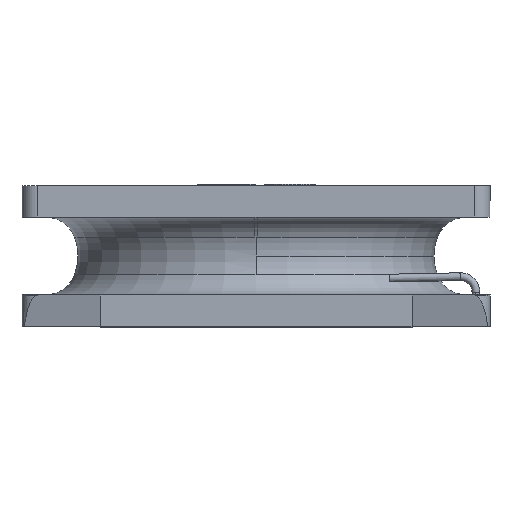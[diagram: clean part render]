
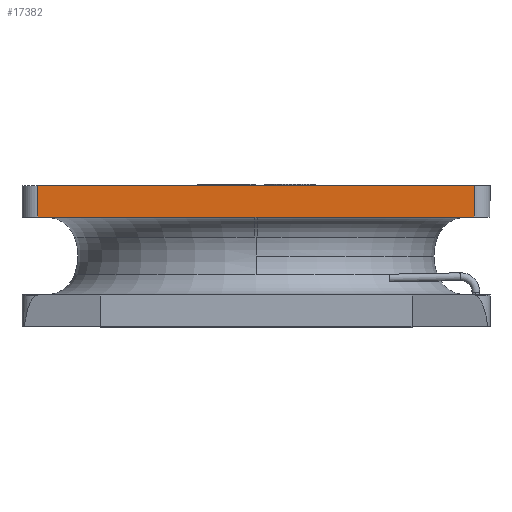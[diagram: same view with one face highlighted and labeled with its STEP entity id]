
A CAD part, left-side view. The second image highlights one B-rep face of the part: STEP entity #17382.
In plain terms, the highlighted planar face has unit normal (-1, 0, 0).
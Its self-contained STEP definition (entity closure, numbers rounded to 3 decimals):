
#135 = DIRECTION ( 'NONE',  ( 1., 0., 0. ) ) ;
#580 = VERTEX_POINT ( 'NONE', #14472 ) ;
#666 = EDGE_CURVE ( 'NONE', #10561, #10467, #17959, .T. ) ;
#1429 = CARTESIAN_POINT ( 'NONE',  ( -1.35, 1.4, 0.9 ) ) ;
#1549 = CARTESIAN_POINT ( 'NONE',  ( -1.35, 1.4, 0.9 ) ) ;
#1692 = CARTESIAN_POINT ( 'NONE',  ( -1.35, -1.4, 0.9 ) ) ;
#1929 = VECTOR ( 'NONE', #12628, 1000. ) ;
#3010 = EDGE_LOOP ( 'NONE', ( #4754, #8024, #11695, #9153, #12379, #13367 ) ) ;
#3096 = PLANE ( 'NONE',  #16949 ) ;
#3420 = LINE ( 'NONE', #14147, #5717 ) ;
#3518 = EDGE_CURVE ( 'NONE', #5736, #16188, #19595, .T. ) ;
#3581 = CARTESIAN_POINT ( 'NONE',  ( -1.35, -1.4, 0.7 ) ) ;
#3884 = DIRECTION ( 'NONE',  ( 0., -1., 0. ) ) ;
#3954 = LINE ( 'NONE', #13523, #14035 ) ;
#4477 = VECTOR ( 'NONE', #14994, 1000. ) ;
#4754 = ORIENTED_EDGE ( 'NONE', *, *, #666, .F. ) ;
#4904 = EDGE_CURVE ( 'NONE', #10561, #16620, #7532, .T. ) ;
#5717 = VECTOR ( 'NONE', #20174, 1000. ) ;
#5736 = VERTEX_POINT ( 'NONE', #11028 ) ;
#6587 = VECTOR ( 'NONE', #3884, 1000. ) ;
#6687 = EDGE_CURVE ( 'NONE', #580, #5736, #3420, .T. ) ;
#7532 = LINE ( 'NONE', #1429, #13755 ) ;
#8024 = ORIENTED_EDGE ( 'NONE', *, *, #4904, .T. ) ;
#8393 = CARTESIAN_POINT ( 'NONE',  ( -1.35, -1.4, 0.9 ) ) ;
#9153 = ORIENTED_EDGE ( 'NONE', *, *, #3518, .F. ) ;
#10467 = VERTEX_POINT ( 'NONE', #8393 ) ;
#10561 = VERTEX_POINT ( 'NONE', #1549 ) ;
#10611 = DIRECTION ( 'NONE',  ( 0., 0., -1. ) ) ;
#11028 = CARTESIAN_POINT ( 'NONE',  ( -1.35, -0.013, 0.7 ) ) ;
#11609 = CARTESIAN_POINT ( 'NONE',  ( -1.35, 1.4, 0.7 ) ) ;
#11695 = ORIENTED_EDGE ( 'NONE', *, *, #19486, .F. ) ;
#11990 = EDGE_CURVE ( 'NONE', #10467, #580, #3954, .T. ) ;
#12379 = ORIENTED_EDGE ( 'NONE', *, *, #6687, .F. ) ;
#12628 = DIRECTION ( 'NONE',  ( 0., 1., 0. ) ) ;
#12662 = DIRECTION ( 'NONE',  ( 0., 0., -1. ) ) ;
#13367 = ORIENTED_EDGE ( 'NONE', *, *, #11990, .F. ) ;
#13523 = CARTESIAN_POINT ( 'NONE',  ( -1.35, -1.4, 0.9 ) ) ;
#13755 = VECTOR ( 'NONE', #17393, 1000. ) ;
#14035 = VECTOR ( 'NONE', #10611, 1000. ) ;
#14147 = CARTESIAN_POINT ( 'NONE',  ( -1.35, -1.4, 0.7 ) ) ;
#14472 = CARTESIAN_POINT ( 'NONE',  ( -1.35, -1.4, 0.7 ) ) ;
#14699 = CARTESIAN_POINT ( 'NONE',  ( -1.35, -1.4, 0.7 ) ) ;
#14994 = DIRECTION ( 'NONE',  ( 0., 1., 0. ) ) ;
#15793 = LINE ( 'NONE', #3581, #1929 ) ;
#16188 = VERTEX_POINT ( 'NONE', #19303 ) ;
#16411 = CARTESIAN_POINT ( 'NONE',  ( -1.35, -1.4, 0.9 ) ) ;
#16620 = VERTEX_POINT ( 'NONE', #11609 ) ;
#16949 = AXIS2_PLACEMENT_3D ( 'NONE', #1692, #135, #12662 ) ;
#16977 = FACE_OUTER_BOUND ( 'NONE', #3010, .T. ) ;
#17382 = ADVANCED_FACE ( 'NONE', ( #16977 ), #3096, .F. ) ;
#17393 = DIRECTION ( 'NONE',  ( 0., 0., -1. ) ) ;
#17959 = LINE ( 'NONE', #16411, #6587 ) ;
#19303 = CARTESIAN_POINT ( 'NONE',  ( -1.35, 0.013, 0.7 ) ) ;
#19486 = EDGE_CURVE ( 'NONE', #16188, #16620, #15793, .T. ) ;
#19595 = LINE ( 'NONE', #14699, #4477 ) ;
#20174 = DIRECTION ( 'NONE',  ( 0., 1., 0. ) ) ;
